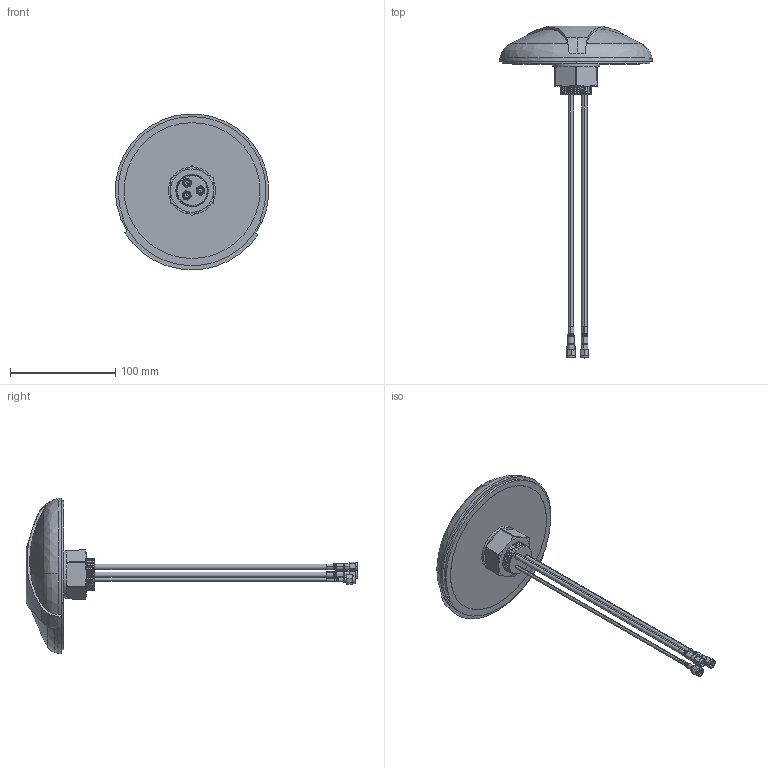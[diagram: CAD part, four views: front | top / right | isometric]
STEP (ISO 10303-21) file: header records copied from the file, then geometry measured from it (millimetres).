
FILE_DESCRIPTION (( 'STEP AP214' ), '1' );
FILE_NAME ('MA600.A.ABC.006_Web.STEP', '2020-01-03T02:08:49', ( '' ), ( '' ), 'SwSTEP 2.0', 'SolidWorks 2017', '' );
FILE_SCHEMA (( 'AUTOMOTIVE_DESIGN' ));
Length unit declared in the file: millimetre
Products named in the file (13): MA600.; SMA(M)ST_CFD200; MA600.A.ABC.006_Web; 000111H0000XXA_MA600_M40_Plastic_NUT; SMA(M)RP ST_CFD200; SMA(M)ST_RG174; 000611H0000XXA_MA600_M40_Plastic_Washer
Assembly tree (6 placements, depth 2):
  SMA(M)ST_CFD200
  MA600.A.ABC.006_Web
    MA600.
    000611H0000XXA_MA600_M40_Plastic_Washer
    000111H0000XXA_MA600_M40_Plastic_NUT
    SMA(M)RP ST_CFD200
    SMA(M)ST_CFD200
    SMA(M)ST_RG174
  000111H0000XXA_MA600_M40_Plastic_NUT
  MA600.
  SMA(M)ST_RG174
Bounding box: 145.75 x 316 x 148.36 mm (x, y, z)
Volume: 468836.5 mm3; surface area: 67145.2 mm2
Topology: 6 solids, 6 shells, 308 faces, 704 edges, 433 vertices
Faces by surface type: cylinder 100, cone 64, bspline 62, plane 60, torus 22
Entity records: 16394 total; most frequent: CARTESIAN_POINT 6559, ORIENTED_EDGE 1408, DIRECTION 1317, EDGE_CURVE 704, AXIS2_PLACEMENT_3D 562, VERTEX_POINT 433, EDGE_LOOP 337, FACE_OUTER_BOUND 308
